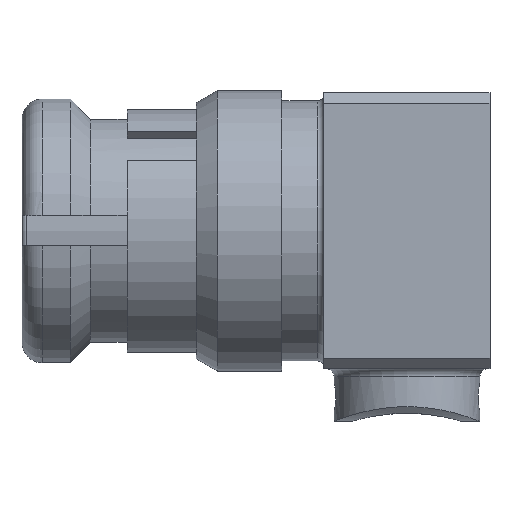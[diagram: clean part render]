
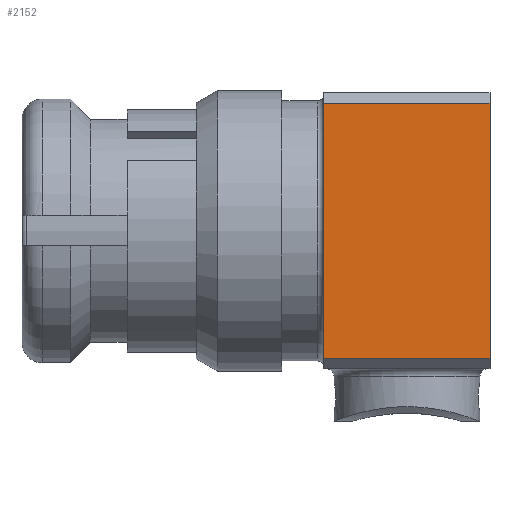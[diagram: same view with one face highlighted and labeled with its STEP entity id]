
A CAD part, top view. The second image highlights one B-rep face of the part: STEP entity #2152.
In plain terms, the highlighted planar face has unit normal (0, 0, 1).
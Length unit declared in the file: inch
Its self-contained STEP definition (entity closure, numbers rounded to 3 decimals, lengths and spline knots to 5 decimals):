
#32 = VERTEX_POINT ( 'NONE', #1041 ) ;
#84 = LINE ( 'NONE', #1712, #800 ) ;
#98 = VECTOR ( 'NONE', #1965, 39.37008 ) ;
#131 = PLANE ( 'NONE',  #1934 ) ;
#176 = ORIENTED_EDGE ( 'NONE', *, *, #563, .T. ) ;
#247 = EDGE_LOOP ( 'NONE', ( #2207, #1033, #176, #992 ) ) ;
#300 = VERTEX_POINT ( 'NONE', #957 ) ;
#306 = DIRECTION ( 'NONE',  ( 0., 0., -1. ) ) ;
#332 = CARTESIAN_POINT ( 'NONE',  ( 0.149, -0.063, 0.068 ) ) ;
#536 = EDGE_CURVE ( 'NONE', #300, #1030, #2314, .T. ) ;
#563 = EDGE_CURVE ( 'NONE', #1030, #32, #1065, .T. ) ;
#568 = LINE ( 'NONE', #1299, #2033 ) ;
#800 = VECTOR ( 'NONE', #1289, 39.37008 ) ;
#831 = EDGE_CURVE ( 'NONE', #300, #2184, #568, .T. ) ;
#844 = DIRECTION ( 'NONE',  ( 0., -1., 0. ) ) ;
#863 = CARTESIAN_POINT ( 'NONE',  ( 0.231, -0.063, 0.068 ) ) ;
#903 = VECTOR ( 'NONE', #1790, 39.37008 ) ;
#943 = DIRECTION ( 'NONE',  ( 0., 1., 0. ) ) ;
#957 = CARTESIAN_POINT ( 'NONE',  ( 0.149, -0.063, 0.068 ) ) ;
#992 = ORIENTED_EDGE ( 'NONE', *, *, #1937, .T. ) ;
#1030 = VERTEX_POINT ( 'NONE', #863 ) ;
#1033 = ORIENTED_EDGE ( 'NONE', *, *, #536, .T. ) ;
#1036 = FACE_OUTER_BOUND ( 'NONE', #247, .T. ) ;
#1041 = CARTESIAN_POINT ( 'NONE',  ( 0.231, 0.063, 0.068 ) ) ;
#1065 = LINE ( 'NONE', #1953, #903 ) ;
#1289 = DIRECTION ( 'NONE',  ( -1., 0., 0. ) ) ;
#1299 = CARTESIAN_POINT ( 'NONE',  ( 0.149, -0.068, 0.068 ) ) ;
#1422 = CARTESIAN_POINT ( 'NONE',  ( 0.149, 0.063, 0.068 ) ) ;
#1568 = CARTESIAN_POINT ( 'NONE',  ( 0.149, -0.068, 0.068 ) ) ;
#1712 = CARTESIAN_POINT ( 'NONE',  ( 0.149, 0.063, 0.068 ) ) ;
#1790 = DIRECTION ( 'NONE',  ( 0., 1., 0. ) ) ;
#1934 = AXIS2_PLACEMENT_3D ( 'NONE', #1568, #306, #844 ) ;
#1937 = EDGE_CURVE ( 'NONE', #32, #2184, #84, .T. ) ;
#1953 = CARTESIAN_POINT ( 'NONE',  ( 0.231, -0.068, 0.068 ) ) ;
#1965 = DIRECTION ( 'NONE',  ( 1., 0., 0. ) ) ;
#2033 = VECTOR ( 'NONE', #943, 39.37008 ) ;
#2152 = ADVANCED_FACE ( 'NONE', ( #1036 ), #131, .F. ) ;
#2184 = VERTEX_POINT ( 'NONE', #1422 ) ;
#2207 = ORIENTED_EDGE ( 'NONE', *, *, #831, .F. ) ;
#2314 = LINE ( 'NONE', #332, #98 ) ;
